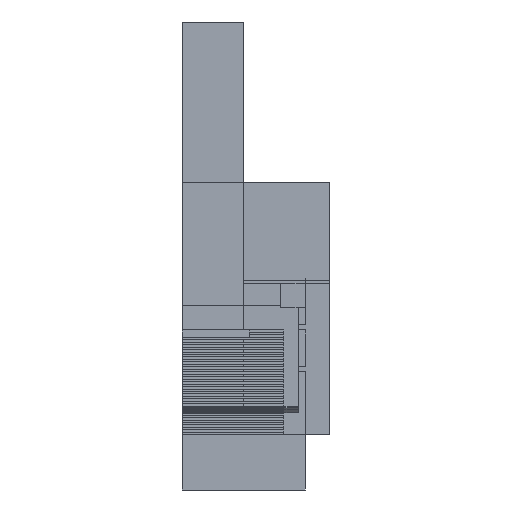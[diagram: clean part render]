
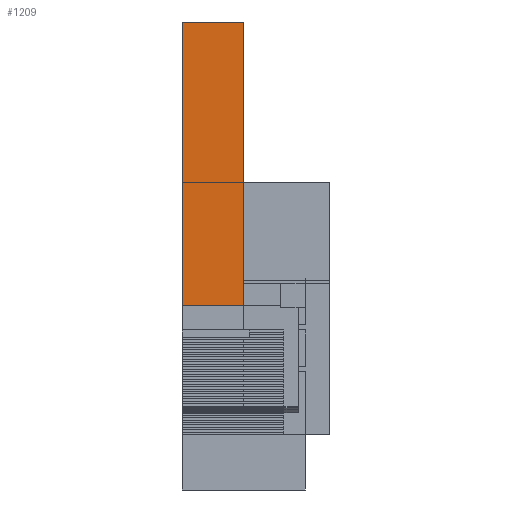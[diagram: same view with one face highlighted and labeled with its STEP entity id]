
A CAD part, left-side view. The second image highlights one B-rep face of the part: STEP entity #1209.
In plain terms, the highlighted planar face has unit normal (-1, 0, 0).
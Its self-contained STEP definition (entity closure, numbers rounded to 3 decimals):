
#1209=ADVANCED_FACE('',(#2450),#2451,.T.);
#2450=FACE_OUTER_BOUND('',#4201,.T.);
#2451=PLANE('',#4202);
#4201=EDGE_LOOP('',(#5722,#5723,#5724,#5725));
#4202=AXIS2_PLACEMENT_3D('',#5726,#5727,#5728);
#5722=ORIENTED_EDGE('',*,*,#9090,.T.);
#5723=ORIENTED_EDGE('',*,*,#9091,.T.);
#5724=ORIENTED_EDGE('',*,*,#9092,.F.);
#5725=ORIENTED_EDGE('',*,*,#9093,.T.);
#5726=CARTESIAN_POINT('',(1817.24,130.0,-200.841));
#5727=DIRECTION('',(-1.0,0.0,0.0));
#5728=DIRECTION('',(0.0,1.0,0.0));
#9090=EDGE_CURVE('',#10570,#10571,#10572,.T.);
#9091=EDGE_CURVE('',#10571,#10573,#10574,.T.);
#9092=EDGE_CURVE('',#10575,#10573,#10576,.T.);
#9093=EDGE_CURVE('',#10575,#10570,#10577,.T.);
#10570=VERTEX_POINT('',#12629);
#10571=VERTEX_POINT('',#12630);
#10572=LINE('',#12631,#12632);
#10573=VERTEX_POINT('',#12633);
#10574=LINE('',#12634,#12635);
#10575=VERTEX_POINT('',#12636);
#10576=LINE('',#12637,#12638);
#10577=LINE('',#12639,#12640);
#12629=CARTESIAN_POINT('',(1817.24,130.0,-200.841));
#12630=CARTESIAN_POINT('',(1817.24,130.0,580.0));
#12631=CARTESIAN_POINT('',(1817.24,130.0,-200.841));
#12632=VECTOR('',#15104,1.0);
#12633=CARTESIAN_POINT('',(1817.24,255.0,580.0));
#12634=CARTESIAN_POINT('',(1817.24,130.0,580.0));
#12635=VECTOR('',#15105,1.0);
#12636=CARTESIAN_POINT('',(1817.24,255.0,-200.841));
#12637=CARTESIAN_POINT('',(1817.24,255.0,-200.841));
#12638=VECTOR('',#15106,1.0);
#12639=CARTESIAN_POINT('',(1817.24,255.0,-200.841));
#12640=VECTOR('',#15107,1.0);
#15104=DIRECTION('',(0.0,0.0,1.0));
#15105=DIRECTION('',(0.0,1.0,0.0));
#15106=DIRECTION('',(0.0,0.0,1.0));
#15107=DIRECTION('',(0.0,-1.0,0.0));
